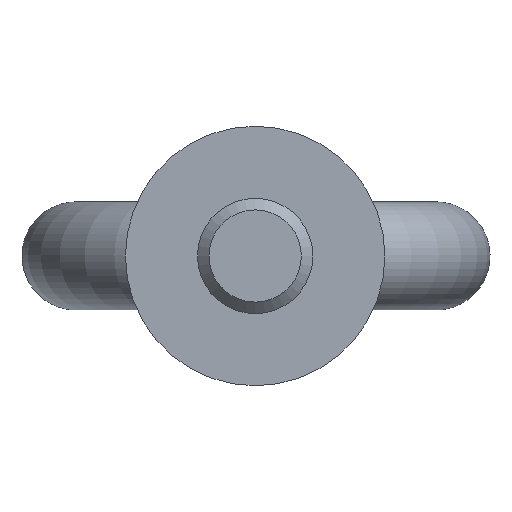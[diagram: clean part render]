
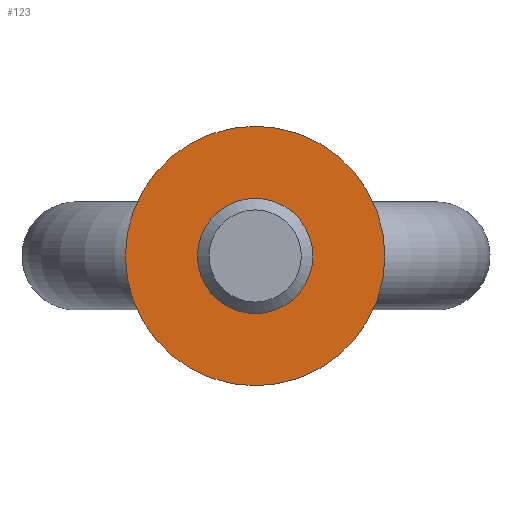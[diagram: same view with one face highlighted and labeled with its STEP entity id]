
A CAD part, front view. The second image highlights one B-rep face of the part: STEP entity #123.
In plain terms, the highlighted planar face has unit normal (0, -1, 0).
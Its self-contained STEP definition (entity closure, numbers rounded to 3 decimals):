
#76=FACE_BOUND('',#187,.T.);
#77=FACE_BOUND('',#188,.T.);
#103=PLANE('',#510);
#123=ADVANCED_FACE('',(#76,#77),#103,.F.);
#187=EDGE_LOOP('',(#296));
#188=EDGE_LOOP('',(#297));
#240=CIRCLE('',#507,8.);
#241=CIRCLE('',#509,18.);
#296=ORIENTED_EDGE('',*,*,#447,.F.);
#297=ORIENTED_EDGE('',*,*,#446,.T.);
#401=VERTEX_POINT('',#851);
#402=VERTEX_POINT('',#854);
#446=EDGE_CURVE('',#401,#401,#240,.T.);
#447=EDGE_CURVE('',#402,#402,#241,.T.);
#507=AXIS2_PLACEMENT_3D('',#850,#576,#577);
#509=AXIS2_PLACEMENT_3D('',#853,#580,#581);
#510=AXIS2_PLACEMENT_3D('',#855,#582,#583);
#576=DIRECTION('',(0.,1.,0.));
#577=DIRECTION('',(-1.,0.,0.));
#580=DIRECTION('',(0.,1.,0.));
#581=DIRECTION('',(-1.,0.,0.));
#582=DIRECTION('',(0.,1.,0.));
#583=DIRECTION('',(-1.,0.,0.));
#850=CARTESIAN_POINT('',(0.,0.,0.));
#851=CARTESIAN_POINT('',(-8.,0.,0.));
#853=CARTESIAN_POINT('',(0.,0.,0.));
#854=CARTESIAN_POINT('',(-18.,0.,0.));
#855=CARTESIAN_POINT('',(8.,0.,0.));
